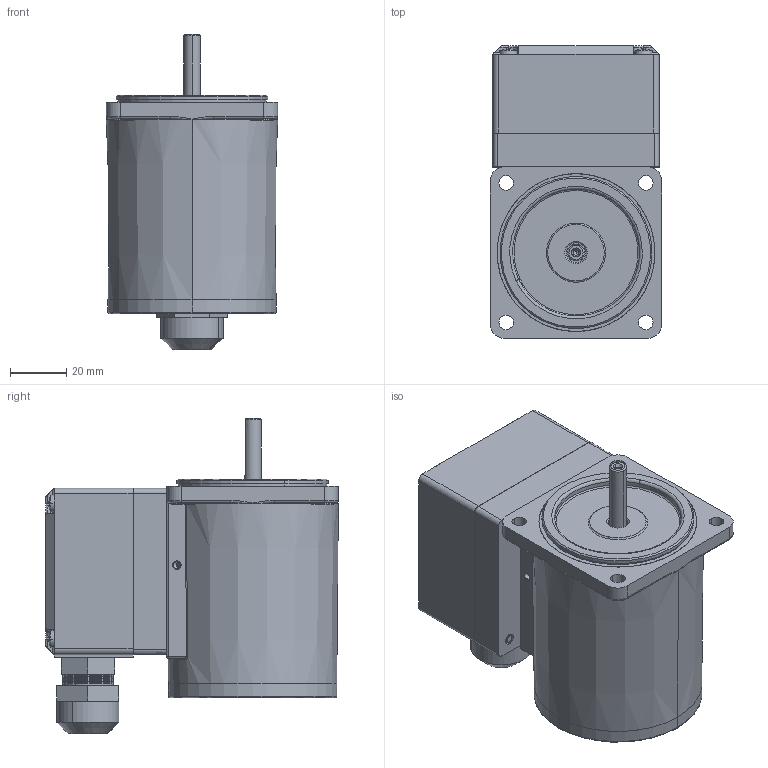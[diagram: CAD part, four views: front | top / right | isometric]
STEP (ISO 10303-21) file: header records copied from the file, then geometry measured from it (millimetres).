
FILE_DESCRIPTION (( 'STEP AP203' ), '1' );
FILE_NAME ('2IK6A-¡¼Ts-5C010¡¼4000Z0.STEP', '2017-10-16T10:07:13', ( '' ), ( '' ), 'SwSTEP 2.0', 'SolidWorks 2010', '' );
FILE_SCHEMA (( 'CONFIG_CONTROL_DESIGN' ));
Length unit declared in the file: millimetre
Products named in the file (10): C254_Default; 06A_0成品; 成品180度; Ts下蓋; 圓頭十字螺絲 M3 x 40 --40N_JIS B 1111 Binding head screw M3 x 40 --40N; M206Ts_2.成品; Ts上蓋; Ts下墊片; 出線頭 Ver.2; 2IK6A-〖Ts-5C010〖4000Z0
Assembly tree (12 placements, depth 3):
  2IK6A-〖Ts-5C010〖4000Z0
    06A_0成品
    M206Ts_2.成品
    成品180度
      出線頭 Ver.2
      圓頭十字螺絲 M3 x 40 --40N_JIS B 1111 Binding head screw M3 x 40 --40N  x4
      Ts上蓋
      Ts下墊片
      Ts下蓋
    C254_Default
Bounding box: 60.8 x 103.8 x 111.75 mm (x, y, z)
Volume: 377053.7 mm3; surface area: 63979.4 mm2
Topology: 11 solids, 11 shells, 2402 faces, 6252 edges, 3891 vertices
Faces by surface type: cone 1337, cylinder 813, plane 197, torus 31, bspline 14, sphere 10
Entity records: 29603 total; most frequent: CARTESIAN_POINT 6285, DIRECTION 5168, ORIENTED_EDGE 4452, EDGE_CURVE 2226, AXIS2_PLACEMENT_3D 2118, VERTEX_POINT 1386, CIRCLE 1226, EDGE_LOOP 954
